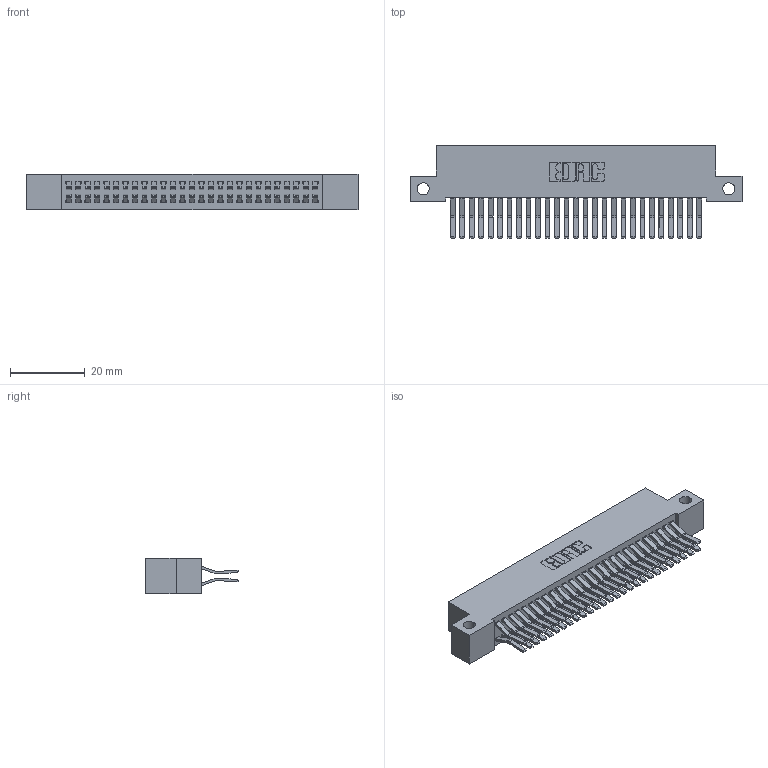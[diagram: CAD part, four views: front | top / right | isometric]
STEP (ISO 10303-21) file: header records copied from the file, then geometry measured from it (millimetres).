
FILE_DESCRIPTION (( 'STEP AP203' ), '1' );
FILE_NAME ('342-054-560-212.STEP', '2018-08-13T01:10:18', ( '' ), ( '' ), 'SwSTEP 2.0', 'SolidWorks 2016', '' );
FILE_SCHEMA (( 'CONFIG_CONTROL_DESIGN' ));
Length unit declared in the file: inch
Products named in the file (3): 342-054-560-212; 342 Part_Side Mount; 345-292-001_560 Tail
Assembly tree (55 placements, depth 2):
  342-054-560-212
    342 Part_Side Mount
    345-292-001_560 Tail  x54
Bounding box: 88.9 x 24.78 x 9.4 mm (x, y, z)
Volume: 8197.3 mm3; surface area: 13663.8 mm2
Topology: 55 solids, 55 shells, 3026 faces, 8993 edges, 5922 vertices
Faces by surface type: plane 2010, cylinder 1016
Entity records: 19269 total; most frequent: CARTESIAN_POINT 3210, ORIENTED_EDGE 3146, DIRECTION 2773, EDGE_CURVE 1573, VECTOR 1441, LINE 1441, VERTEX_POINT 1046, AXIS2_PLACEMENT_3D 666
